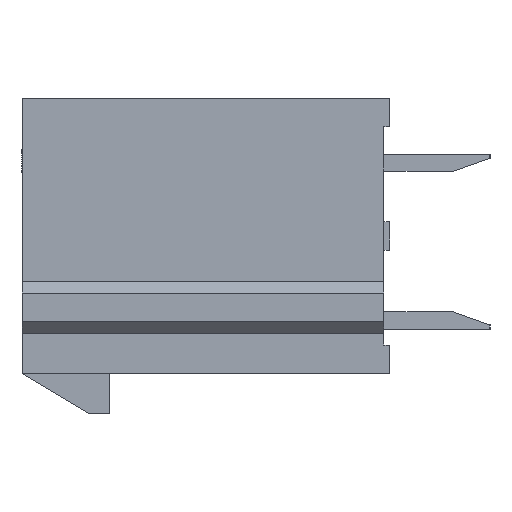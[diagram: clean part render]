
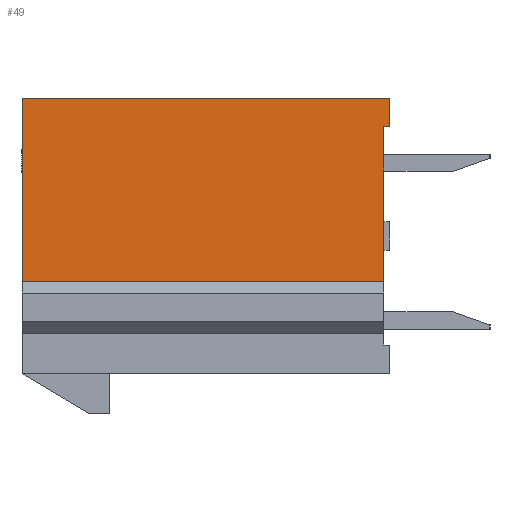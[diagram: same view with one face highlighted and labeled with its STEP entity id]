
A CAD part, left-side view. The second image highlights one B-rep face of the part: STEP entity #49.
In plain terms, the highlighted planar face has unit normal (-1, 0, 0).
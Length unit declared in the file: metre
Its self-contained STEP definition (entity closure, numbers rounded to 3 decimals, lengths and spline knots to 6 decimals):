
#49 = ADVANCED_FACE( '', ( #598 ), #599, .F. );
#598 = FACE_OUTER_BOUND( '', #1748, .T. );
#599 = PLANE( '', #1749 );
#1748 = EDGE_LOOP( '', ( #2913, #2914, #2915, #2916, #2917, #2918 ) );
#1749 = AXIS2_PLACEMENT_3D( '', #2919, #2920, #2921 );
#2913 = ORIENTED_EDGE( '', *, *, #7432, .T. );
#2914 = ORIENTED_EDGE( '', *, *, #7433, .F. );
#2915 = ORIENTED_EDGE( '', *, *, #7434, .F. );
#2916 = ORIENTED_EDGE( '', *, *, #7435, .F. );
#2917 = ORIENTED_EDGE( '', *, *, #7436, .F. );
#2918 = ORIENTED_EDGE( '', *, *, #7437, .F. );
#2919 = CARTESIAN_POINT( '', ( -0.0216, 0., 0. ) );
#2920 = DIRECTION( '', ( 1., 0., 0. ) );
#2921 = DIRECTION( '', ( 0., 1., 0. ) );
#7432 = EDGE_CURVE( '', #8889, #8890, #8891, .T. );
#7433 = EDGE_CURVE( '', #8892, #8890, #8893, .T. );
#7434 = EDGE_CURVE( '', #8894, #8892, #8895, .T. );
#7435 = EDGE_CURVE( '', #8896, #8894, #8897, .T. );
#7436 = EDGE_CURVE( '', #8898, #8896, #8899, .T. );
#7437 = EDGE_CURVE( '', #8889, #8898, #8900, .T. );
#8889 = VERTEX_POINT( '', #11311 );
#8890 = VERTEX_POINT( '', #11312 );
#8891 = LINE( '', #11313, #11314 );
#8892 = VERTEX_POINT( '', #11315 );
#8893 = LINE( '', #11316, #11317 );
#8894 = VERTEX_POINT( '', #11318 );
#8895 = LINE( '', #11319, #11320 );
#8896 = VERTEX_POINT( '', #11321 );
#8897 = LINE( '', #11322, #11323 );
#8898 = VERTEX_POINT( '', #11324 );
#8899 = LINE( '', #11325, #11326 );
#8900 = LINE( '', #11327, #11328 );
#11311 = CARTESIAN_POINT( '', ( -0.0216, 0.0002, -0.00159 ) );
#11312 = CARTESIAN_POINT( '', ( -0.0216, 0.0002, 0.0038 ) );
#11313 = CARTESIAN_POINT( '', ( -0.0216, 0.0002, -0.00159 ) );
#11314 = VECTOR( '', #15146, 1. );
#11315 = CARTESIAN_POINT( '', ( -0.0216, 0., 0.0038 ) );
#11316 = CARTESIAN_POINT( '', ( -0.0216, 0., 0.0038 ) );
#11317 = VECTOR( '', #15147, 1. );
#11318 = CARTESIAN_POINT( '', ( -0.0216, 0., 0.0048 ) );
#11319 = CARTESIAN_POINT( '', ( -0.0216, 0., 0.0048 ) );
#11320 = VECTOR( '', #15148, 1. );
#11321 = CARTESIAN_POINT( '', ( -0.0216, 0.0128, 0.0048 ) );
#11322 = CARTESIAN_POINT( '', ( -0.0216, 0.0128, 0.0048 ) );
#11323 = VECTOR( '', #15149, 1. );
#11324 = CARTESIAN_POINT( '', ( -0.0216, 0.0128, -0.00159 ) );
#11325 = CARTESIAN_POINT( '', ( -0.0216, 0.0128, -0.00159 ) );
#11326 = VECTOR( '', #15150, 1. );
#11327 = CARTESIAN_POINT( '', ( -0.0216, 0.0002, -0.00159 ) );
#11328 = VECTOR( '', #15151, 1. );
#15146 = DIRECTION( '', ( 0., 0., 1. ) );
#15147 = DIRECTION( '', ( 0., 1., 0. ) );
#15148 = DIRECTION( '', ( 0., 0., -1. ) );
#15149 = DIRECTION( '', ( 0., -1., 0. ) );
#15150 = DIRECTION( '', ( 0., 0., 1. ) );
#15151 = DIRECTION( '', ( 0., 1., 0. ) );
